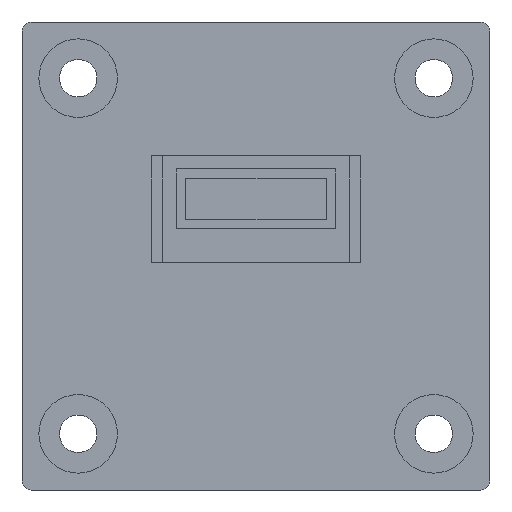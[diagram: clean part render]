
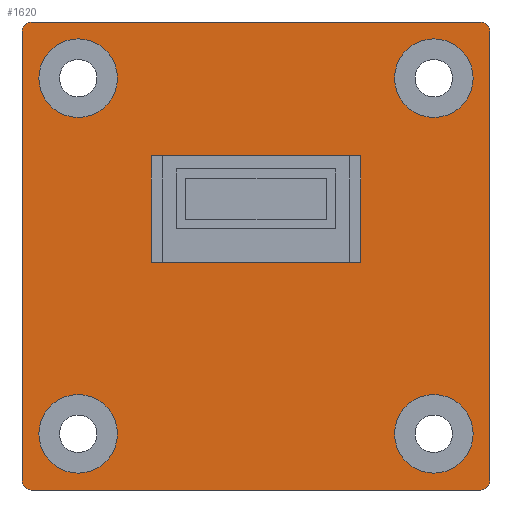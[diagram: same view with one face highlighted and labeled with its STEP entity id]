
A CAD part, front view. The second image highlights one B-rep face of the part: STEP entity #1620.
In plain terms, the highlighted planar face has unit normal (0, -1, 0).
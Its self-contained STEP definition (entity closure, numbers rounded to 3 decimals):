
#1490 = VERTEX_POINT('',#1491);
#1491 = CARTESIAN_POINT('',(12.068,-3.35,9.));
#1497 = EDGE_CURVE('',#1490,#1498,#1500,.T.);
#1498 = VERTEX_POINT('',#1499);
#1499 = CARTESIAN_POINT('',(12.068,-3.35,33.));
#1500 = LINE('',#1501,#1502);
#1501 = CARTESIAN_POINT('',(12.068,-3.35,9.));
#1502 = VECTOR('',#1503,1.);
#1503 = DIRECTION('',(0.,0.,1.));
#1530 = VERTEX_POINT('',#1531);
#1531 = CARTESIAN_POINT('',(11.568,-3.35,8.5));
#1537 = EDGE_CURVE('',#1530,#1490,#1538,.T.);
#1538 = CIRCLE('',#1539,0.5);
#1539 = AXIS2_PLACEMENT_3D('',#1540,#1541,#1542);
#1540 = CARTESIAN_POINT('',(11.568,-3.35,9.));
#1541 = DIRECTION('',(0.,-1.,0.));
#1542 = DIRECTION('',(1.,0.,0.));
#1561 = EDGE_CURVE('',#1498,#1562,#1564,.T.);
#1562 = VERTEX_POINT('',#1563);
#1563 = CARTESIAN_POINT('',(11.568,-3.35,33.5));
#1564 = CIRCLE('',#1565,0.5);
#1565 = AXIS2_PLACEMENT_3D('',#1566,#1567,#1568);
#1566 = CARTESIAN_POINT('',(11.568,-3.35,33.));
#1567 = DIRECTION('',(0.,-1.,0.));
#1568 = DIRECTION('',(1.,0.,0.));
#1620 = ADVANCED_FACE('',(#1621,#1666,#1677,#1688,#1699,#1733),#1744,.F.
  );
#1621 = FACE_BOUND('',#1622,.F.);
#1622 = EDGE_LOOP('',(#1623,#1624,#1625,#1633,#1642,#1650,#1659,#1665));
#1623 = ORIENTED_EDGE('',*,*,#1497,.F.);
#1624 = ORIENTED_EDGE('',*,*,#1537,.F.);
#1625 = ORIENTED_EDGE('',*,*,#1626,.F.);
#1626 = EDGE_CURVE('',#1627,#1530,#1629,.T.);
#1627 = VERTEX_POINT('',#1628);
#1628 = CARTESIAN_POINT('',(-12.432,-3.35,8.5));
#1629 = LINE('',#1630,#1631);
#1630 = CARTESIAN_POINT('',(-12.432,-3.35,8.5));
#1631 = VECTOR('',#1632,1.);
#1632 = DIRECTION('',(1.,0.,0.));
#1633 = ORIENTED_EDGE('',*,*,#1634,.F.);
#1634 = EDGE_CURVE('',#1635,#1627,#1637,.T.);
#1635 = VERTEX_POINT('',#1636);
#1636 = CARTESIAN_POINT('',(-12.932,-3.35,9.));
#1637 = CIRCLE('',#1638,0.5);
#1638 = AXIS2_PLACEMENT_3D('',#1639,#1640,#1641);
#1639 = CARTESIAN_POINT('',(-12.432,-3.35,9.));
#1640 = DIRECTION('',(0.,-1.,0.));
#1641 = DIRECTION('',(1.,0.,0.));
#1642 = ORIENTED_EDGE('',*,*,#1643,.F.);
#1643 = EDGE_CURVE('',#1644,#1635,#1646,.T.);
#1644 = VERTEX_POINT('',#1645);
#1645 = CARTESIAN_POINT('',(-12.932,-3.35,33.));
#1646 = LINE('',#1647,#1648);
#1647 = CARTESIAN_POINT('',(-12.932,-3.35,33.));
#1648 = VECTOR('',#1649,1.);
#1649 = DIRECTION('',(0.,0.,-1.));
#1650 = ORIENTED_EDGE('',*,*,#1651,.F.);
#1651 = EDGE_CURVE('',#1652,#1644,#1654,.T.);
#1652 = VERTEX_POINT('',#1653);
#1653 = CARTESIAN_POINT('',(-12.432,-3.35,33.5));
#1654 = CIRCLE('',#1655,0.5);
#1655 = AXIS2_PLACEMENT_3D('',#1656,#1657,#1658);
#1656 = CARTESIAN_POINT('',(-12.432,-3.35,33.));
#1657 = DIRECTION('',(0.,-1.,0.));
#1658 = DIRECTION('',(1.,0.,0.));
#1659 = ORIENTED_EDGE('',*,*,#1660,.F.);
#1660 = EDGE_CURVE('',#1562,#1652,#1661,.T.);
#1661 = LINE('',#1662,#1663);
#1662 = CARTESIAN_POINT('',(11.568,-3.35,33.5));
#1663 = VECTOR('',#1664,1.);
#1664 = DIRECTION('',(-1.,0.,0.));
#1665 = ORIENTED_EDGE('',*,*,#1561,.F.);
#1666 = FACE_BOUND('',#1667,.F.);
#1667 = EDGE_LOOP('',(#1668));
#1668 = ORIENTED_EDGE('',*,*,#1669,.T.);
#1669 = EDGE_CURVE('',#1670,#1670,#1672,.T.);
#1670 = VERTEX_POINT('',#1671);
#1671 = CARTESIAN_POINT('',(-7.832,-3.35,11.5));
#1672 = CIRCLE('',#1673,2.1);
#1673 = AXIS2_PLACEMENT_3D('',#1674,#1675,#1676);
#1674 = CARTESIAN_POINT('',(-9.932,-3.35,11.5));
#1675 = DIRECTION('',(0.,-1.,0.));
#1676 = DIRECTION('',(1.,0.,0.));
#1677 = FACE_BOUND('',#1678,.F.);
#1678 = EDGE_LOOP('',(#1679));
#1679 = ORIENTED_EDGE('',*,*,#1680,.T.);
#1680 = EDGE_CURVE('',#1681,#1681,#1683,.T.);
#1681 = VERTEX_POINT('',#1682);
#1682 = CARTESIAN_POINT('',(-7.832,-3.35,30.5));
#1683 = CIRCLE('',#1684,2.1);
#1684 = AXIS2_PLACEMENT_3D('',#1685,#1686,#1687);
#1685 = CARTESIAN_POINT('',(-9.932,-3.35,30.5));
#1686 = DIRECTION('',(0.,-1.,0.));
#1687 = DIRECTION('',(1.,0.,0.));
#1688 = FACE_BOUND('',#1689,.F.);
#1689 = EDGE_LOOP('',(#1690));
#1690 = ORIENTED_EDGE('',*,*,#1691,.T.);
#1691 = EDGE_CURVE('',#1692,#1692,#1694,.T.);
#1692 = VERTEX_POINT('',#1693);
#1693 = CARTESIAN_POINT('',(11.168,-3.35,11.5));
#1694 = CIRCLE('',#1695,2.1);
#1695 = AXIS2_PLACEMENT_3D('',#1696,#1697,#1698);
#1696 = CARTESIAN_POINT('',(9.068,-3.35,11.5));
#1697 = DIRECTION('',(0.,-1.,0.));
#1698 = DIRECTION('',(1.,0.,0.));
#1699 = FACE_BOUND('',#1700,.F.);
#1700 = EDGE_LOOP('',(#1701,#1711,#1719,#1727));
#1701 = ORIENTED_EDGE('',*,*,#1702,.T.);
#1702 = EDGE_CURVE('',#1703,#1705,#1707,.T.);
#1703 = VERTEX_POINT('',#1704);
#1704 = CARTESIAN_POINT('',(-6.032,-3.35,
    20.65));
#1705 = VERTEX_POINT('',#1706);
#1706 = CARTESIAN_POINT('',(5.168,-3.35,
    20.65));
#1707 = LINE('',#1708,#1709);
#1708 = CARTESIAN_POINT('',(-6.032,-3.35,
    20.65));
#1709 = VECTOR('',#1710,1.);
#1710 = DIRECTION('',(1.,0.,0.));
#1711 = ORIENTED_EDGE('',*,*,#1712,.T.);
#1712 = EDGE_CURVE('',#1705,#1713,#1715,.T.);
#1713 = VERTEX_POINT('',#1714);
#1714 = CARTESIAN_POINT('',(5.168,-3.35,26.35));
#1715 = LINE('',#1716,#1717);
#1716 = CARTESIAN_POINT('',(5.168,-3.35,
    20.65));
#1717 = VECTOR('',#1718,1.);
#1718 = DIRECTION('',(0.,0.,1.));
#1719 = ORIENTED_EDGE('',*,*,#1720,.T.);
#1720 = EDGE_CURVE('',#1713,#1721,#1723,.T.);
#1721 = VERTEX_POINT('',#1722);
#1722 = CARTESIAN_POINT('',(-6.032,-3.35,26.35));
#1723 = LINE('',#1724,#1725);
#1724 = CARTESIAN_POINT('',(5.168,-3.35,26.35));
#1725 = VECTOR('',#1726,1.);
#1726 = DIRECTION('',(-1.,0.,0.));
#1727 = ORIENTED_EDGE('',*,*,#1728,.T.);
#1728 = EDGE_CURVE('',#1721,#1703,#1729,.T.);
#1729 = LINE('',#1730,#1731);
#1730 = CARTESIAN_POINT('',(-6.032,-3.35,26.35));
#1731 = VECTOR('',#1732,1.);
#1732 = DIRECTION('',(0.,0.,-1.));
#1733 = FACE_BOUND('',#1734,.F.);
#1734 = EDGE_LOOP('',(#1735));
#1735 = ORIENTED_EDGE('',*,*,#1736,.T.);
#1736 = EDGE_CURVE('',#1737,#1737,#1739,.T.);
#1737 = VERTEX_POINT('',#1738);
#1738 = CARTESIAN_POINT('',(11.168,-3.35,30.5));
#1739 = CIRCLE('',#1740,2.1);
#1740 = AXIS2_PLACEMENT_3D('',#1741,#1742,#1743);
#1741 = CARTESIAN_POINT('',(9.068,-3.35,30.5));
#1742 = DIRECTION('',(0.,-1.,0.));
#1743 = DIRECTION('',(1.,0.,0.));
#1744 = PLANE('',#1745);
#1745 = AXIS2_PLACEMENT_3D('',#1746,#1747,#1748);
#1746 = CARTESIAN_POINT('',(-0.432,-3.35,21.));
#1747 = DIRECTION('',(0.,1.,0.));
#1748 = DIRECTION('',(0.,0.,1.));
